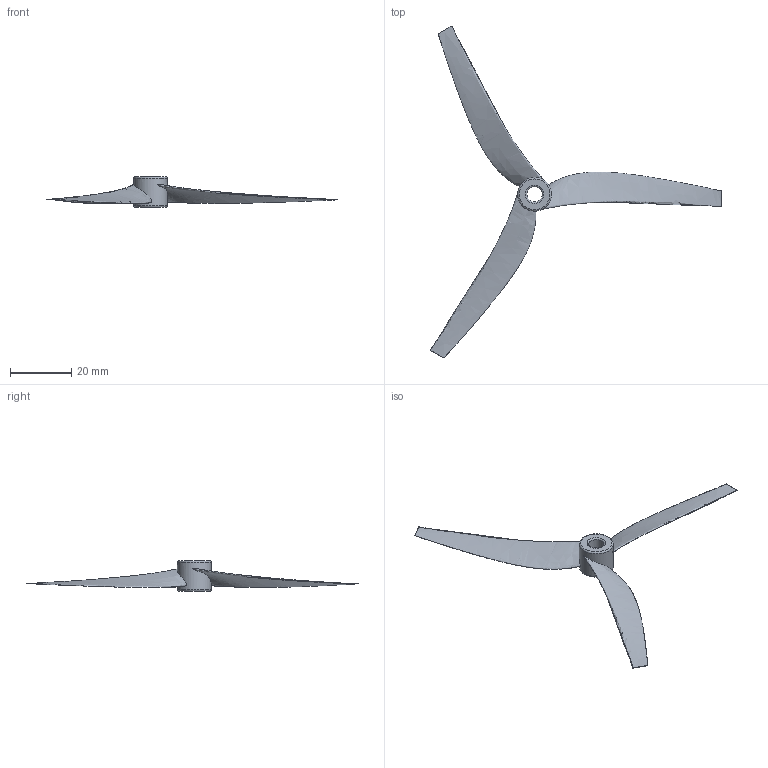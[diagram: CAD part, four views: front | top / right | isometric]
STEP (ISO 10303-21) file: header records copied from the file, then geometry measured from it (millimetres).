
FILE_DESCRIPTION(/* description */ (''),/* implementation_level */ '2;1');
FILE_NAME(/* name */ 'Propeller CCW v8.step',/* time_stamp */ '2021-04-04T09:16:04+03:00',/* author */ (''),/* organization */ (''),/* preprocessor_version */ 'ST-DEVELOPER v18.1',/* originating_system */ 'Autodesk Translation Framework v9.10.0.1330',/* authorisation */ '');
FILE_SCHEMA (('AUTOMOTIVE_DESIGN { 1 0 10303 214 3 1 1 }'));
Length unit declared in the file: centimetre
Products named in the file (1): Propeller CCW
Bounding box: 95 x 108.2 x 10 mm (x, y, z)
Volume: 1528.2 mm3; surface area: 3645.5 mm2
Topology: 1 solids, 1 shells, 14 faces, 31 edges, 21 vertices
Faces by surface type: plane 5, torus 4, bspline 3, cylinder 2
Full cylindrical faces by diameter (mm): 5 x1, 11 x1
Entity records: 18838 total; most frequent: CARTESIAN_POINT 18501, ORIENTED_EDGE 62, DIRECTION 55, EDGE_CURVE 31, AXIS2_PLACEMENT_3D 26, VERTEX_POINT 21, EDGE_LOOP 18, B_SPLINE_CURVE_WITH_KNOTS 14
